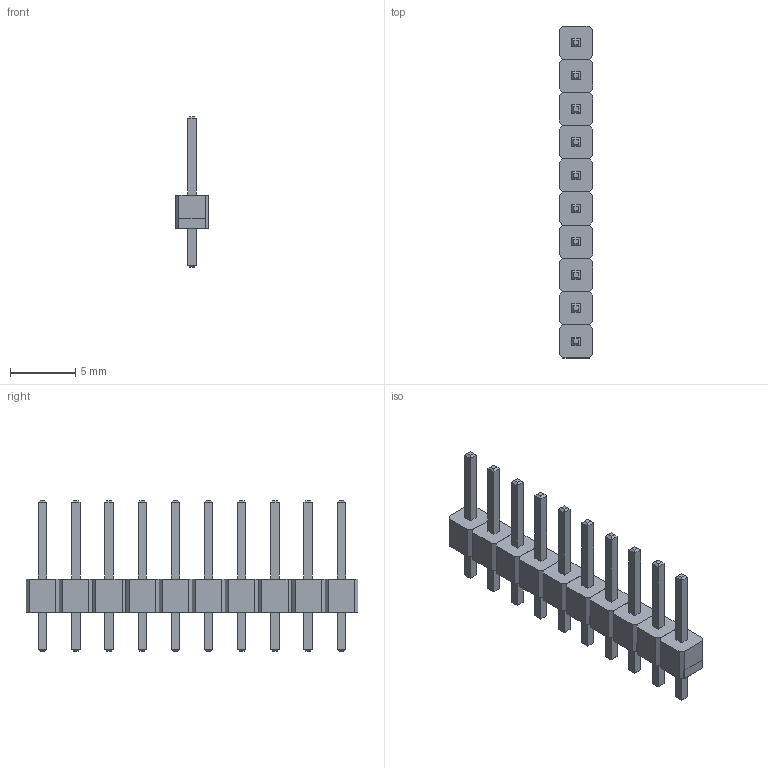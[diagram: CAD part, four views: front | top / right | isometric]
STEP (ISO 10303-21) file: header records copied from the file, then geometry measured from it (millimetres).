
FILE_DESCRIPTION(/* description */ (''),/* implementation_level */ '2;1');
FILE_NAME(/* name */ 'PLS-10.step',/* time_stamp */ '2021-11-03T15:17:54+03:00',/* author */ (''),/* organization */ (''),/* preprocessor_version */ 'ST-DEVELOPER v18.1',/* originating_system */ 'Autodesk Translation Framework v10.10.0.1391',/* authorisation */ '');
FILE_SCHEMA (('AUTOMOTIVE_DESIGN { 1 0 10303 214 3 1 1 }'));
Length unit declared in the file: millimetre
Products named in the file (1): PLS-10
Bounding box: 2.54 x 25.4 x 11.54 mm (x, y, z)
Volume: 162.2 mm3; surface area: 771.8 mm2
Topology: 20 solids, 20 shells, 330 faces, 760 edges, 480 vertices
Faces by surface type: plane 330
Entity records: 9092 total; most frequent: CARTESIAN_POINT 1571, ORIENTED_EDGE 1520, DIRECTION 1422, LINE 760, VECTOR 760, EDGE_CURVE 760, VERTEX_POINT 480, EDGE_LOOP 360
